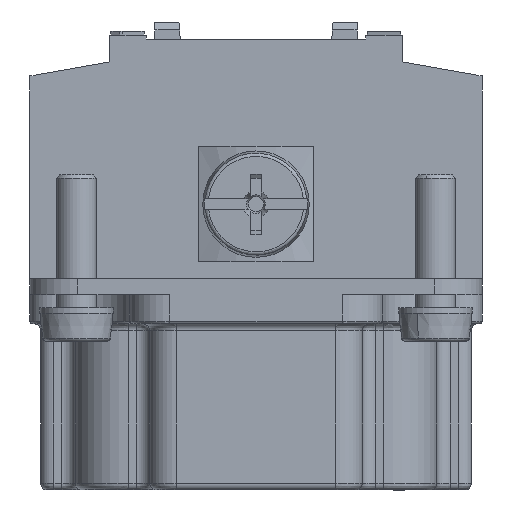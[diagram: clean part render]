
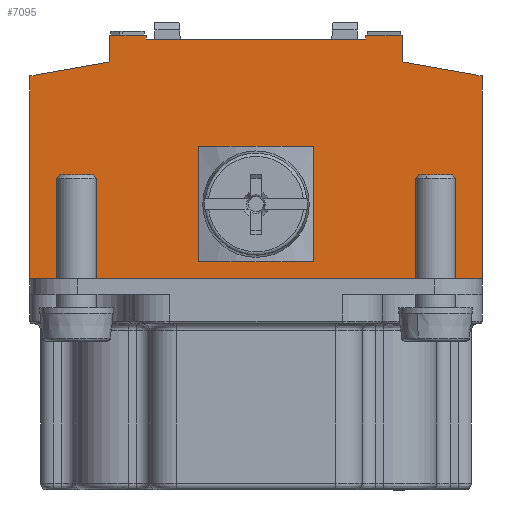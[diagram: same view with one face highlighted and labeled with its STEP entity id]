
A CAD part, left-side view. The second image highlights one B-rep face of the part: STEP entity #7095.
In plain terms, the highlighted planar face has unit normal (-1, 0, 0).
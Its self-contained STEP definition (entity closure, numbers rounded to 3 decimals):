
#6356=CIRCLE('',#38141,2.);
#7095=ADVANCED_FACE('F463',(#16938,#16939),#8997,.F.);
#8997=PLANE('',#38142);
#10395=LINE('',#50718,#13596);
#10624=LINE('',#51389,#13825);
#10625=LINE('',#51392,#13826);
#10626=LINE('',#51394,#13827);
#10627=LINE('',#51396,#13828);
#10628=LINE('',#51398,#13829);
#10629=LINE('',#51400,#13830);
#10630=LINE('',#51402,#13831);
#10631=LINE('',#51404,#13832);
#10632=LINE('',#51405,#13833);
#10633=LINE('',#51407,#13834);
#10634=LINE('',#51409,#13835);
#13596=VECTOR('',#40654,1.);
#13825=VECTOR('',#41111,1.);
#13826=VECTOR('',#41112,1.);
#13827=VECTOR('',#41113,1.);
#13828=VECTOR('',#41114,1.);
#13829=VECTOR('',#41115,1.);
#13830=VECTOR('',#41116,1.);
#13831=VECTOR('',#41117,1.);
#13832=VECTOR('',#41118,1.);
#13833=VECTOR('',#41119,1.);
#13834=VECTOR('',#41120,1.);
#13835=VECTOR('',#41121,1.);
#16938=FACE_BOUND('',#17452,.T.);
#16939=FACE_BOUND('',#17453,.T.);
#17452=EDGE_LOOP('',(#20211,#20212,#20213,#20214,#20215,#20216,#20217,#20218,
#20219,#20220,#20221,#20222));
#17453=EDGE_LOOP('',(#20223));
#20211=ORIENTED_EDGE('',*,*,#33008,.F.);
#20212=ORIENTED_EDGE('',*,*,#33009,.T.);
#20213=ORIENTED_EDGE('',*,*,#33010,.F.);
#20214=ORIENTED_EDGE('',*,*,#33011,.T.);
#20215=ORIENTED_EDGE('',*,*,#33012,.T.);
#20216=ORIENTED_EDGE('',*,*,#33013,.F.);
#20217=ORIENTED_EDGE('',*,*,#33014,.F.);
#20218=ORIENTED_EDGE('',*,*,#33015,.T.);
#20219=ORIENTED_EDGE('',*,*,#32675,.T.);
#20220=ORIENTED_EDGE('',*,*,#33016,.F.);
#20221=ORIENTED_EDGE('',*,*,#33017,.F.);
#20222=ORIENTED_EDGE('',*,*,#33018,.F.);
#20223=ORIENTED_EDGE('',*,*,#33019,.T.);
#29458=VERTEX_POINT('',#50717);
#29459=VERTEX_POINT('',#50719);
#29787=VERTEX_POINT('',#51390);
#29788=VERTEX_POINT('',#51391);
#29789=VERTEX_POINT('',#51393);
#29790=VERTEX_POINT('',#51395);
#29791=VERTEX_POINT('',#51397);
#29792=VERTEX_POINT('',#51399);
#29793=VERTEX_POINT('',#51401);
#29794=VERTEX_POINT('',#51403);
#29795=VERTEX_POINT('',#51406);
#29796=VERTEX_POINT('',#51408);
#29797=VERTEX_POINT('',#51411);
#32675=EDGE_CURVE('',#29459,#29458,#10395,.T.);
#33008=EDGE_CURVE('E1444',#29787,#29788,#10624,.T.);
#33009=EDGE_CURVE('',#29787,#29789,#10625,.T.);
#33010=EDGE_CURVE('',#29790,#29789,#10626,.T.);
#33011=EDGE_CURVE('',#29790,#29791,#10627,.T.);
#33012=EDGE_CURVE('',#29791,#29792,#10628,.T.);
#33013=EDGE_CURVE('',#29793,#29792,#10629,.T.);
#33014=EDGE_CURVE('',#29794,#29793,#10630,.T.);
#33015=EDGE_CURVE('',#29794,#29459,#10631,.T.);
#33016=EDGE_CURVE('',#29795,#29458,#10632,.T.);
#33017=EDGE_CURVE('',#29796,#29795,#10633,.T.);
#33018=EDGE_CURVE('E1445',#29788,#29796,#10634,.T.);
#33019=EDGE_CURVE('',#29797,#29797,#6356,.T.);
#38141=AXIS2_PLACEMENT_3D('',#51410,#41122,#41123);
#38142=AXIS2_PLACEMENT_3D('',#51412,#41124,#41125);
#40654=DIRECTION('',(0.,1.,0.));
#41111=DIRECTION('',(0.,-0.985,0.174));
#41112=DIRECTION('',(0.,0.,-1.));
#41113=DIRECTION('',(0.,1.,0.));
#41114=DIRECTION('',(0.,0.,1.));
#41115=DIRECTION('',(0.,0.985,0.174));
#41116=DIRECTION('',(0.,0.,-1.));
#41117=DIRECTION('',(0.,-1.,0.));
#41118=DIRECTION('',(0.,0.,-1.));
#41119=DIRECTION('',(0.,0.,-1.));
#41120=DIRECTION('',(0.,-1.,0.));
#41121=DIRECTION('',(0.,0.,1.));
#41122=DIRECTION('',(1.,0.,0.));
#41123=DIRECTION('',(0.,0.,-1.));
#41124=DIRECTION('',(1.,0.,0.));
#41125=DIRECTION('',(0.,-1.,0.));
#50717=CARTESIAN_POINT('',(-46.5,8.25,21.4));
#50718=CARTESIAN_POINT('',(-46.5,7.81,21.4));
#50719=CARTESIAN_POINT('',(-46.5,-8.25,21.4));
#51389=CARTESIAN_POINT('',(-46.5,16.691,18.697));
#51390=CARTESIAN_POINT('',(-46.5,17.,18.642));
#51391=CARTESIAN_POINT('',(-46.5,11.,19.7));
#51392=CARTESIAN_POINT('',(-46.5,17.,21.8));
#51393=CARTESIAN_POINT('',(-46.5,17.,3.4));
#51394=CARTESIAN_POINT('',(-46.5,12.7,3.4));
#51395=CARTESIAN_POINT('',(-46.5,-17.,3.4));
#51396=CARTESIAN_POINT('',(-46.5,-17.,8.75));
#51397=CARTESIAN_POINT('',(-46.5,-17.,18.642));
#51398=CARTESIAN_POINT('',(-46.5,-10.483,19.791));
#51399=CARTESIAN_POINT('',(-46.5,-11.,19.7));
#51400=CARTESIAN_POINT('',(-46.5,-11.,20.2));
#51401=CARTESIAN_POINT('',(-46.5,-11.,21.7));
#51402=CARTESIAN_POINT('',(-46.5,12.7,21.7));
#51403=CARTESIAN_POINT('',(-46.5,-8.25,21.7));
#51404=CARTESIAN_POINT('',(-46.5,-8.25,21.7));
#51405=CARTESIAN_POINT('',(-46.5,8.25,21.4));
#51406=CARTESIAN_POINT('',(-46.5,8.25,21.7));
#51407=CARTESIAN_POINT('',(-46.5,12.7,21.7));
#51408=CARTESIAN_POINT('',(-46.5,11.,21.7));
#51409=CARTESIAN_POINT('',(-46.5,11.,20.2));
#51410=CARTESIAN_POINT('',(-46.5,0.,9.));
#51411=CARTESIAN_POINT('',(-46.5,0.,7.));
#51412=CARTESIAN_POINT('',(-46.5,12.7,21.8));
